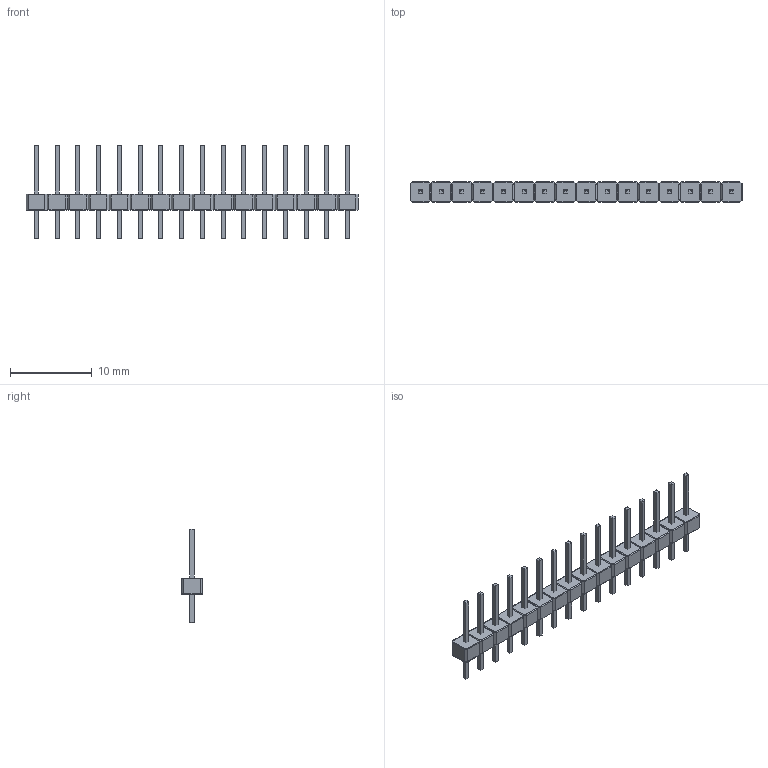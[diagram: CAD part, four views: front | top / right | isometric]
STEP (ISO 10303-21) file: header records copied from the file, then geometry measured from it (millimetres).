
FILE_DESCRIPTION(('FreeCAD Model'),'2;1');
FILE_NAME( 'Barra Simples 16.step' ,'2020-10-26T14:57:07',('Author'),(''), 'Open CASCADE STEP processor 7.3','FreeCAD','Unknown');
FILE_SCHEMA(('AUTOMOTIVE_DESIGN { 1 0 10303 214 1 1 1 1 }'));
Length unit declared in the file: millimetre
Products named in the file (3): Isolante; Array; Array001
Bounding box: 40.64 x 2.54 x 11.5 mm (x, y, z)
Volume: 259.1 mm3; surface area: 895 mm2
Topology: 33 solids, 33 shells, 650 faces, 1368 edges, 784 vertices
Faces by surface type: plane 458, cylinder 192
Entity records: 16940 total; most frequent: DIRECTION 2862, CARTESIAN_POINT 2803, ORIENTED_EDGE 2736, EDGE_CURVE 1368, LINE 1176, VECTOR 1176, AXIS2_PLACEMENT_3D 843, VERTEX_POINT 784
